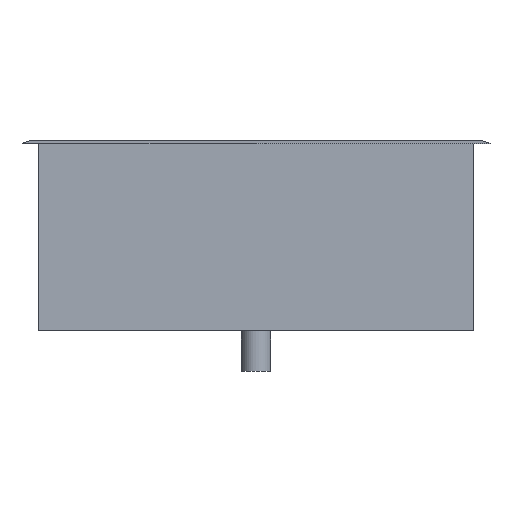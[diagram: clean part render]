
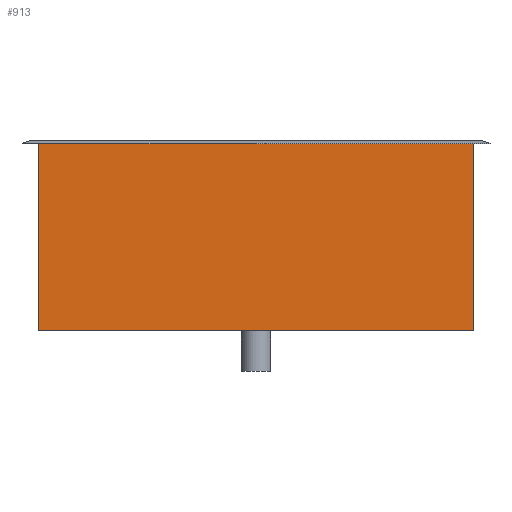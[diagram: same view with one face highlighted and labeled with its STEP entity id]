
A CAD part, front view. The second image highlights one B-rep face of the part: STEP entity #913.
In plain terms, the highlighted planar face has unit normal (0, -1, 0).
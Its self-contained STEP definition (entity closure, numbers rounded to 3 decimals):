
#62=FACE_OUTER_BOUND('',#122,.T.);
#122=EDGE_LOOP('',(#711,#712,#713,#714));
#200=LINE('',#1372,#317);
#213=LINE('',#1410,#330);
#214=LINE('',#1411,#331);
#215=LINE('',#1412,#332);
#317=VECTOR('',#1112,10.);
#330=VECTOR('',#1157,10.);
#331=VECTOR('',#1158,10.);
#332=VECTOR('',#1159,10.);
#421=VERTEX_POINT('',#1370);
#422=VERTEX_POINT('',#1371);
#430=VERTEX_POINT('',#1408);
#431=VERTEX_POINT('',#1409);
#514=EDGE_CURVE('',#421,#422,#200,.T.);
#531=EDGE_CURVE('',#430,#431,#213,.T.);
#532=EDGE_CURVE('',#431,#422,#214,.T.);
#533=EDGE_CURVE('',#430,#421,#215,.T.);
#711=ORIENTED_EDGE('',*,*,#531,.T.);
#712=ORIENTED_EDGE('',*,*,#532,.T.);
#713=ORIENTED_EDGE('',*,*,#514,.F.);
#714=ORIENTED_EDGE('',*,*,#533,.F.);
#856=PLANE('',#999);
#913=ADVANCED_FACE('',(#62),#856,.T.);
#999=AXIS2_PLACEMENT_3D('',#1407,#1155,#1156);
#1112=DIRECTION('',(1.,0.,0.));
#1155=DIRECTION('center_axis',(0.,-1.,0.));
#1156=DIRECTION('ref_axis',(1.,0.,0.));
#1157=DIRECTION('',(1.,0.,0.));
#1158=DIRECTION('',(0.,0.,1.));
#1159=DIRECTION('',(0.,0.,1.));
#1370=CARTESIAN_POINT('',(-298.,-846.,256.));
#1371=CARTESIAN_POINT('',(298.,-846.,256.));
#1372=CARTESIAN_POINT('',(-298.,-846.,256.));
#1407=CARTESIAN_POINT('Origin',(-298.,-846.,0.));
#1408=CARTESIAN_POINT('',(-298.,-846.,0.));
#1409=CARTESIAN_POINT('',(298.,-846.,0.));
#1410=CARTESIAN_POINT('',(-298.,-846.,0.));
#1411=CARTESIAN_POINT('',(298.,-846.,0.));
#1412=CARTESIAN_POINT('',(-298.,-846.,0.));
